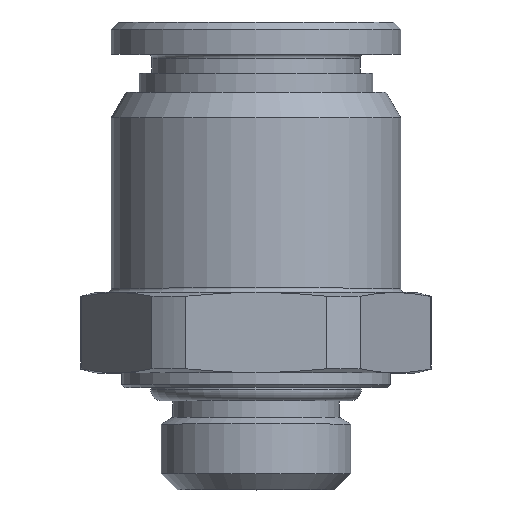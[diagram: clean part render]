
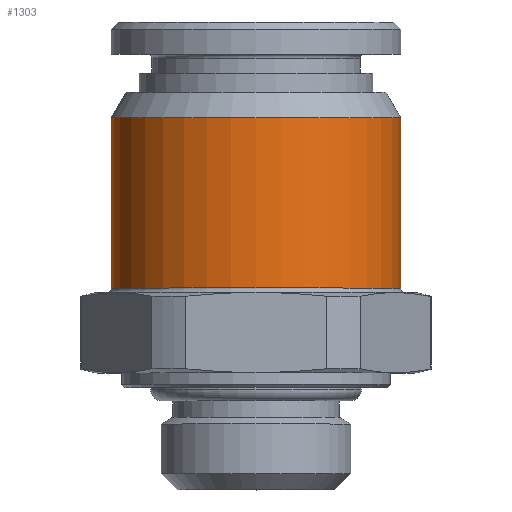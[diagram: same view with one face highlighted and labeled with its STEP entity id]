
A CAD part, top view. The second image highlights one B-rep face of the part: STEP entity #1303.
In plain terms, the highlighted cylindrical face has radius 9.9 mm (diameter 19.8 mm), a partial arc.
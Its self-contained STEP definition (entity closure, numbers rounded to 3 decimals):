
#111=DIRECTION('',(0.,-1.,0.));
#112=VECTOR('',#111,11.661);
#113=CARTESIAN_POINT('',(9.9,18.461,0.));
#114=LINE('',#113,#112);
#120=DIRECTION('',(0.,-1.,0.));
#121=VECTOR('',#120,11.661);
#122=CARTESIAN_POINT('',(-9.9,18.461,0.));
#123=LINE('',#122,#121);
#174=CARTESIAN_POINT('',(0.,6.8,0.));
#175=DIRECTION('',(0.,1.,0.));
#176=DIRECTION('',(-1.,0.,0.));
#177=AXIS2_PLACEMENT_3D('',#174,#175,#176);
#179=CARTESIAN_POINT('',(0.,18.461,0.));
#180=DIRECTION('',(0.,1.,0.));
#181=DIRECTION('',(-1.,0.,0.));
#182=AXIS2_PLACEMENT_3D('',#179,#180,#181);
#900=CARTESIAN_POINT('',(-9.9,18.461,0.));
#901=CARTESIAN_POINT('',(9.9,18.461,0.));
#902=VERTEX_POINT('',#900);
#903=VERTEX_POINT('',#901);
#976=CARTESIAN_POINT('',(9.9,6.8,0.));
#977=CARTESIAN_POINT('',(-9.9,6.8,0.));
#978=VERTEX_POINT('',#976);
#979=VERTEX_POINT('',#977);
#1292=CARTESIAN_POINT('',(0.,20.885,0.));
#1293=DIRECTION('',(0.,-1.,0.));
#1294=DIRECTION('',(-1.,0.,0.));
#1295=AXIS2_PLACEMENT_3D('',#1292,#1293,#1294);
#1296=CYLINDRICAL_SURFACE('',#1295,9.9);
#1297=ORIENTED_EDGE('',*,*,#1286,.F.);
#1298=ORIENTED_EDGE('',*,*,#1234,.F.);
#1299=ORIENTED_EDGE('',*,*,#1206,.T.);
#1300=ORIENTED_EDGE('',*,*,#1231,.T.);
#1301=EDGE_LOOP('',(#1297,#1298,#1299,#1300));
#1302=FACE_OUTER_BOUND('',#1301,.F.);
#1303=ADVANCED_FACE('',(#1302),#1296,.T.);
#178=CIRCLE('',#177,9.9);
#183=CIRCLE('',#182,9.9);
#1206=EDGE_CURVE('',#902,#903,#183,.T.);
#1231=EDGE_CURVE('',#903,#978,#114,.T.);
#1234=EDGE_CURVE('',#902,#979,#123,.T.);
#1286=EDGE_CURVE('',#979,#978,#178,.T.);
